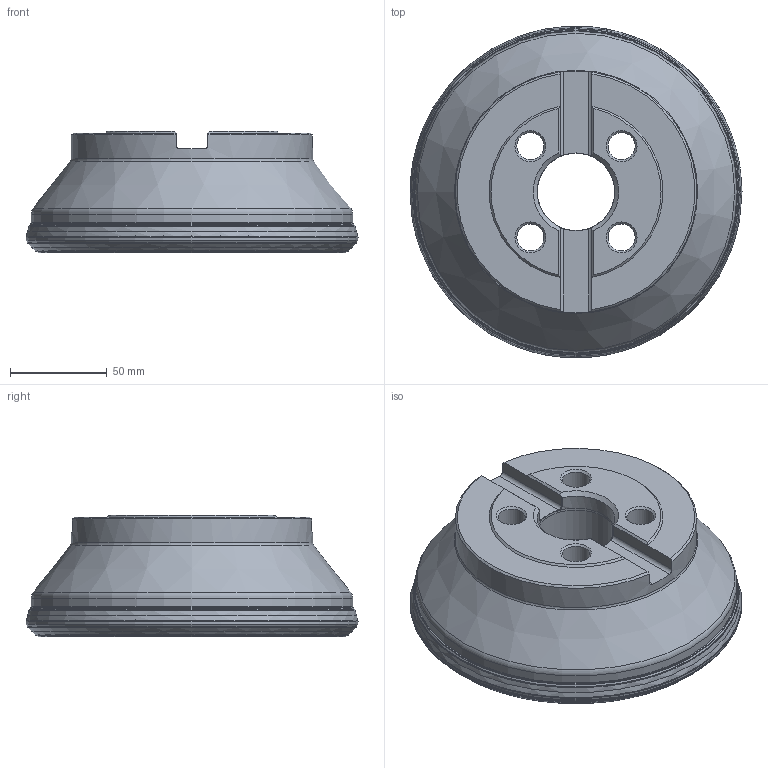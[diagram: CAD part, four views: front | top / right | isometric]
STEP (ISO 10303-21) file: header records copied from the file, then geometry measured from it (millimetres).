
FILE_DESCRIPTION(/* description */ (''),/* implementation_level */ '2;1');
FILE_NAME(/* name */ '160C08R_S45HN09C_CF_115009114ndi000_00_SIM.stp',/* time_stamp */ '2020-01-13T12:50:16+01:00',/* author */ (''),/* organization */ (''),/* preprocessor_version */ 'ST-DEVELOPER v16.7',/* originating_system */ 'SIEMENS PLM Software NX 12.0',/* authorisation */ '');
FILE_SCHEMA (('AUTOMOTIVE_DESIGN { 1 0 10303 214 3 1 1 1 }'));
Length unit declared in the file: millimetre
Products named in the file (1): hc7230AC5C862ukd
Bounding box: 171.74 x 171.74 x 63 mm (x, y, z)
Volume: 904737.4 mm3; surface area: 105551.9 mm2
Topology: 2 solids, 2 shells, 176 faces, 425 edges, 252 vertices
Faces by surface type: revolution 78, cylinder 30, cone 30, plane 21, torus 17
Full cylindrical faces by diameter (mm): 6.4 x4, 14 x4, 20 x4, 40.008 x1, 40.2 x1, 90 x1, 96.928 x1, 125 x1, 166.284 x1
Entity records: 5023 total; most frequent: CARTESIAN_POINT 1637, DIRECTION 648, ORIENTED_EDGE 516, EDGE_LOOP 316, FACE_BOUND 282, AXIS2_PLACEMENT_3D 265, EDGE_CURVE 258, VERTEX_POINT 218
